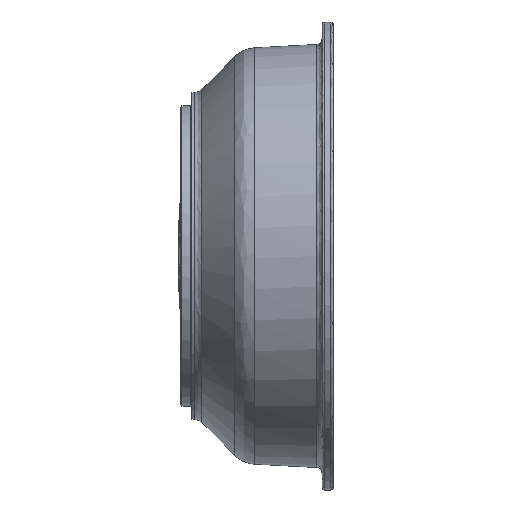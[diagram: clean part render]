
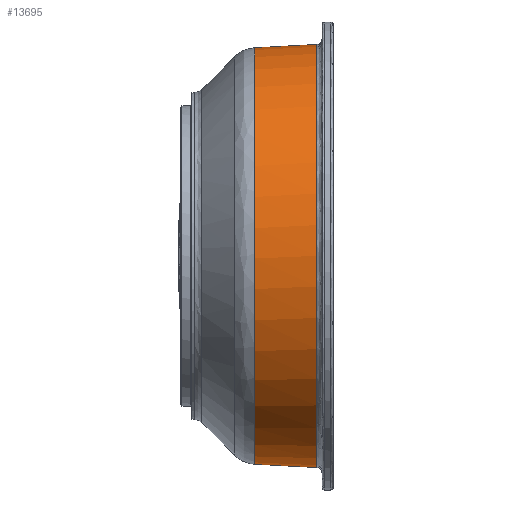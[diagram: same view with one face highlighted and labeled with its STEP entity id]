
A CAD part, front view. The second image highlights one B-rep face of the part: STEP entity #13695.
In plain terms, the highlighted free-form (B-spline) face has degree [2, 1] with [5, 2] control points.
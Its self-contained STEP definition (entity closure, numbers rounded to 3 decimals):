
#13695 = ADVANCED_FACE('',(#13696),#13732,.T.);
#13696 = FACE_BOUND('',#13697,.T.);
#13697 = EDGE_LOOP('',(#13698,#13710,#13717,#13727));
#13698 = ORIENTED_EDGE('',*,*,#13699,.F.);
#13699 = EDGE_CURVE('',#13700,#13702,#13704,.T.);
#13700 = VERTEX_POINT('',#13701);
#13701 = CARTESIAN_POINT('',(111.441,0.,
    -170.623));
#13702 = VERTEX_POINT('',#13703);
#13703 = CARTESIAN_POINT('',(111.441,0.,
    170.623));
#13704 = ( BOUNDED_CURVE() B_SPLINE_CURVE(2,(#13705,#13706,#13707,#13708
,#13709),.UNSPECIFIED.,.F.,.F.) B_SPLINE_CURVE_WITH_KNOTS((3,2,3),(
    0.,1.571,3.142),
.PIECEWISE_BEZIER_KNOTS.) CURVE() GEOMETRIC_REPRESENTATION_ITEM() 
RATIONAL_B_SPLINE_CURVE((1.,0.707,1.,0.707,1.)) 
REPRESENTATION_ITEM('') );
#13705 = CARTESIAN_POINT('',(111.441,0.,
    -170.623));
#13706 = CARTESIAN_POINT('',(111.441,-170.623,
    -170.623));
#13707 = CARTESIAN_POINT('',(111.441,-170.623,
    0.));
#13708 = CARTESIAN_POINT('',(111.441,-170.623,
    170.623));
#13709 = CARTESIAN_POINT('',(111.441,0.,
    170.623));
#13710 = ORIENTED_EDGE('',*,*,#13711,.F.);
#13711 = EDGE_CURVE('',#13712,#13700,#13714,.T.);
#13712 = VERTEX_POINT('',#13713);
#13713 = CARTESIAN_POINT('',(61.433,0.,
    -168.002));
#13714 = B_SPLINE_CURVE_WITH_KNOTS('',1,(#13715,#13716),.UNSPECIFIED.,
  .F.,.F.,(2,2),(0.,55.838),.PIECEWISE_BEZIER_KNOTS.);
#13715 = CARTESIAN_POINT('',(61.433,0.,-168.002));
#13716 = CARTESIAN_POINT('',(111.441,0.,-170.623));
#13717 = ORIENTED_EDGE('',*,*,#13718,.F.);
#13718 = EDGE_CURVE('',#13719,#13712,#13721,.T.);
#13719 = VERTEX_POINT('',#13720);
#13720 = CARTESIAN_POINT('',(61.433,0.,
    168.002));
#13721 = ( BOUNDED_CURVE() B_SPLINE_CURVE(2,(#13722,#13723,#13724,#13725
,#13726),.UNSPECIFIED.,.F.,.F.) B_SPLINE_CURVE_WITH_KNOTS((3,2,3),(0.,
1.571,3.142),.PIECEWISE_BEZIER_KNOTS.) CURVE() 
GEOMETRIC_REPRESENTATION_ITEM() RATIONAL_B_SPLINE_CURVE((1.,
0.707,1.,0.707,1.)) REPRESENTATION_ITEM('') );
#13722 = CARTESIAN_POINT('',(61.433,0.,
    168.002));
#13723 = CARTESIAN_POINT('',(61.433,-168.002,
    168.002));
#13724 = CARTESIAN_POINT('',(61.433,-168.002,
    0.));
#13725 = CARTESIAN_POINT('',(61.433,-168.002,
    -168.002));
#13726 = CARTESIAN_POINT('',(61.433,0.,
    -168.002));
#13727 = ORIENTED_EDGE('',*,*,#13728,.F.);
#13728 = EDGE_CURVE('',#13702,#13719,#13729,.T.);
#13729 = B_SPLINE_CURVE_WITH_KNOTS('',1,(#13730,#13731),.UNSPECIFIED.,
  .F.,.F.,(2,2),(0.,55.838),.PIECEWISE_BEZIER_KNOTS.);
#13730 = CARTESIAN_POINT('',(111.441,0.,170.623));
#13731 = CARTESIAN_POINT('',(61.433,0.,168.002));
#13732 = ( BOUNDED_SURFACE() B_SPLINE_SURFACE(2,1,(
    (#13733,#13734)
    ,(#13735,#13736)
    ,(#13737,#13738)
    ,(#13739,#13740)
    ,(#13741,#13742
)),.UNSPECIFIED.,.F.,.F.,.F.) B_SPLINE_SURFACE_WITH_KNOTS((3,2,3),(2,2),
  (0.,1.571,3.142),(0.,55.838),
.PIECEWISE_BEZIER_KNOTS.) GEOMETRIC_REPRESENTATION_ITEM() 
RATIONAL_B_SPLINE_SURFACE((
    (1.,1.)
    ,(0.707,0.707)
    ,(1.,1.)
    ,(0.707,0.707)
,(1.,1.))) REPRESENTATION_ITEM('') SURFACE() );
#13733 = CARTESIAN_POINT('',(61.433,0.,
    -168.002));
#13734 = CARTESIAN_POINT('',(111.441,0.,
    -170.623));
#13735 = CARTESIAN_POINT('',(61.433,-168.002,
    -168.002));
#13736 = CARTESIAN_POINT('',(111.441,-170.623,
    -170.623));
#13737 = CARTESIAN_POINT('',(61.433,-168.002,
    0.));
#13738 = CARTESIAN_POINT('',(111.441,-170.623,
    0.));
#13739 = CARTESIAN_POINT('',(61.433,-168.002,
    168.002));
#13740 = CARTESIAN_POINT('',(111.441,-170.623,
    170.623));
#13741 = CARTESIAN_POINT('',(61.433,0.,
    168.002));
#13742 = CARTESIAN_POINT('',(111.441,0.,
    170.623));
